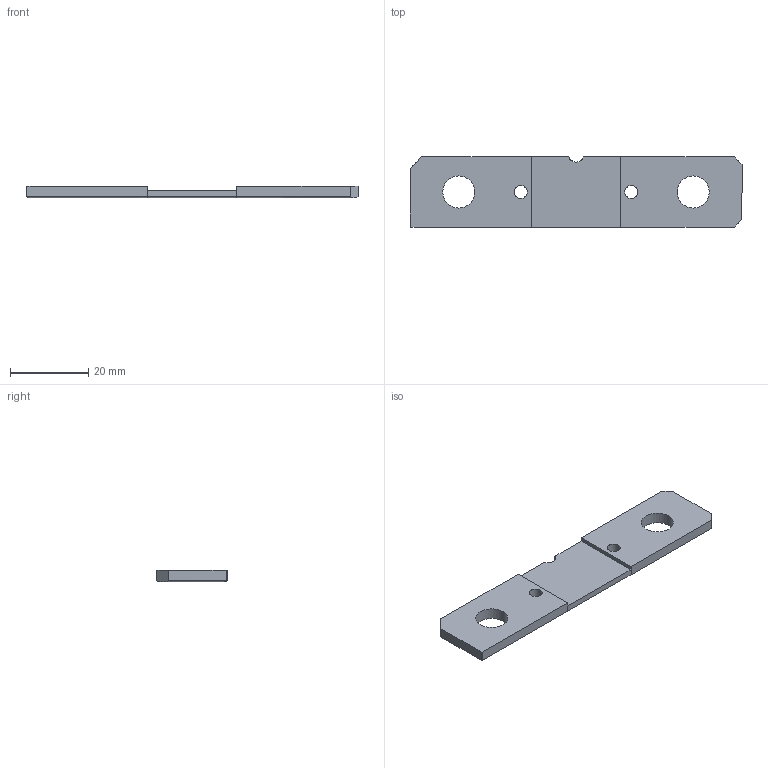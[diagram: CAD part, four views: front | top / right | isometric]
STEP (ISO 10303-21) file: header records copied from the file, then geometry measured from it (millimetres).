
FILE_DESCRIPTION (( 'STEP AP214' ), '1' );
FILE_NAME ('WSBS 8518-M4-P4 250焜HM.STEP', '2024-08-02T06:49:49', ( '' ), ( '' ), 'SwSTEP 2.0', 'SolidWorks 2020', '' );
FILE_SCHEMA (( 'AUTOMOTIVE_DESIGN' ));
Length unit declared in the file: millimetre
Products named in the file (1): WSBS 8518-M4-P4 250焜HM
Bounding box: 84.99 x 17.98 x 3 mm (x, y, z)
Volume: 3735.7 mm3; surface area: 3542.5 mm2
Topology: 1 solids, 1 shells, 41 faces, 101 edges, 62 vertices
Faces by surface type: plane 23, cylinder 18
Entity records: 1352 total; most frequent: CARTESIAN_POINT 268, ORIENTED_EDGE 202, DIRECTION 186, EDGE_CURVE 101, LINE 66, VECTOR 66, VERTEX_POINT 62, AXIS2_PLACEMENT_3D 60
